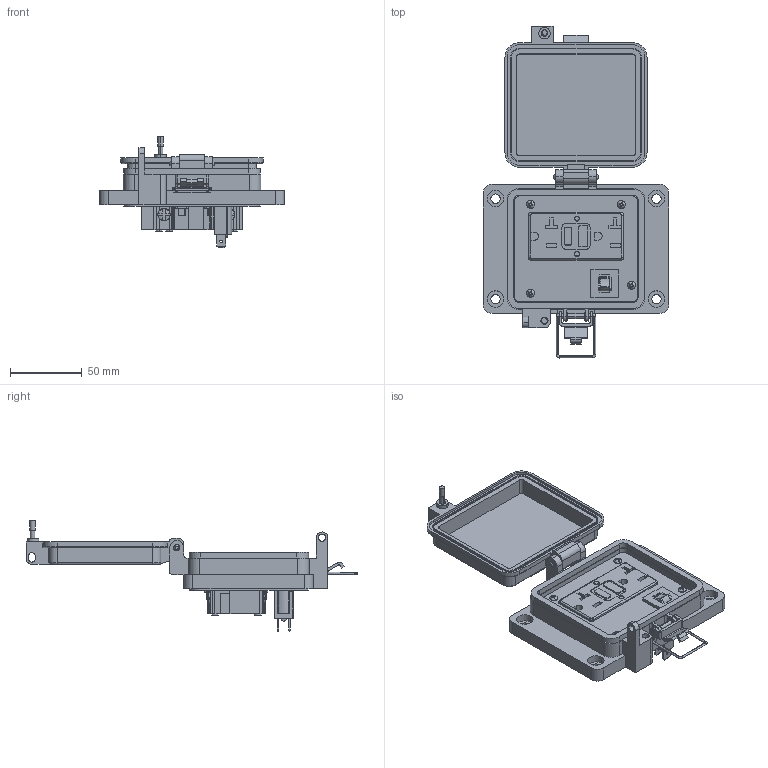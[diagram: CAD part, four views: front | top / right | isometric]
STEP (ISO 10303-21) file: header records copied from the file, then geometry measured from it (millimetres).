
FILE_DESCRIPTION (( 'STEP AP203' ), '1' );
FILE_NAME ('P-XX-K3RF20-F2_3D.STEP', '2021-12-22T18:56:27', ( '' ), ( '' ), 'SwSTEP 2.0', 'SolidWorks 2021', '' );
FILE_SCHEMA (( 'CONFIG_CONTROL_DESIGN' ));
Length unit declared in the file: millimetre
Products named in the file (13): Z-H-K3_B; Z-000-4243316TFP; P-XX-K3RF20-F2_FP060_1; P-XX-K3RF20-F2_BP120_1; CBX; Z-CB-SM; -K3; 92005A124_METRIC PAN HEAD PHILLIPS MACHINE SCREW_92005A124; P-XX-K3RF20-F2_3D; RF-F2_sheared; Z-002-4401_4HN_90675A005; Z-000-44038FH_90273A108; P-XX-K3RF20-F2_TP060_1
Assembly tree (20 placements, depth 3):
  P-XX-K3RF20-F2_3D
    -K3
      Z-H-K3_B
    P-XX-K3RF20-F2_FP060_1
    P-XX-K3RF20-F2_BP120_1
    P-XX-K3RF20-F2_TP060_1
    RF-F2_sheared
    Z-000-44038FH_90273A108  x2
    Z-002-4401_4HN_90675A005  x2
    Z-000-4243316TFP  x4
    CBX
      Z-CB-SM
    92005A124_METRIC PAN HEAD PHILLIPS MACHINE SCREW_92005A124  x4
Bounding box: 129 x 231.18 x 77.64 mm (x, y, z)
Volume: 246611.1 mm3; surface area: 131561.5 mm2
Topology: 37 solids, 37 shells, 2582 faces, 7243 edges, 4789 vertices
Faces by surface type: cylinder 1168, plane 974, bspline 190, cone 176, torus 46, sphere 28
Entity records: 61758 total; most frequent: CARTESIAN_POINT 18043, ORIENTED_EDGE 9376, DIRECTION 8150, EDGE_CURVE 4688, VERTEX_POINT 3100, VECTOR 2746, LINE 2746, AXIS2_PLACEMENT_3D 2702
